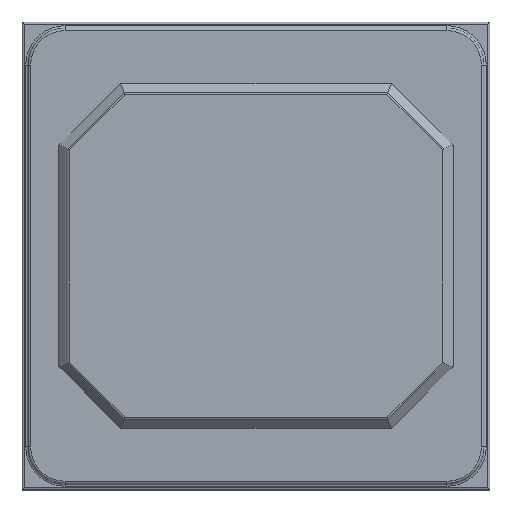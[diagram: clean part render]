
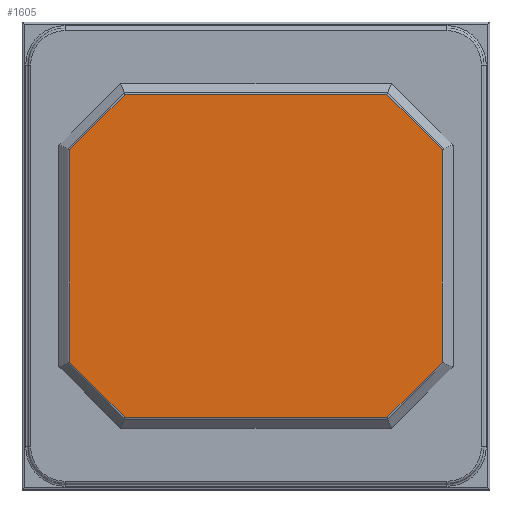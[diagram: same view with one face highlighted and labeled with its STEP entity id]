
A CAD part, top view. The second image highlights one B-rep face of the part: STEP entity #1605.
In plain terms, the highlighted planar face has unit normal (0, 0, 1).
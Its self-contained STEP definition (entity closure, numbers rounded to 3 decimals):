
#1398 = VERTEX_POINT('',#1399);
#1399 = CARTESIAN_POINT('',(-7.559,4.317,2.65));
#1406 = EDGE_CURVE('',#1398,#1407,#1409,.T.);
#1407 = VERTEX_POINT('',#1408);
#1408 = CARTESIAN_POINT('',(-7.559,-4.317,2.65));
#1409 = LINE('',#1410,#1411);
#1410 = CARTESIAN_POINT('',(-7.559,4.334,2.65));
#1411 = VECTOR('',#1412,1.);
#1412 = DIRECTION('',(0.,-1.,0.));
#1431 = EDGE_CURVE('',#1398,#1432,#1434,.T.);
#1432 = VERTEX_POINT('',#1433);
#1433 = CARTESIAN_POINT('',(-5.317,6.559,2.65));
#1434 = LINE('',#1435,#1436);
#1435 = CARTESIAN_POINT('',(-7.571,4.305,2.65));
#1436 = VECTOR('',#1437,1.);
#1437 = DIRECTION('',(0.707,0.707,0.));
#1456 = VERTEX_POINT('',#1457);
#1457 = CARTESIAN_POINT('',(-5.317,-6.559,2.65));
#1466 = EDGE_CURVE('',#1456,#1407,#1467,.T.);
#1467 = LINE('',#1468,#1469);
#1468 = CARTESIAN_POINT('',(-5.305,-6.571,2.65));
#1469 = VECTOR('',#1470,1.);
#1470 = DIRECTION('',(-0.707,0.707,0.));
#1481 = VERTEX_POINT('',#1482);
#1482 = CARTESIAN_POINT('',(5.317,6.559,2.65));
#1491 = EDGE_CURVE('',#1481,#1432,#1492,.T.);
#1492 = LINE('',#1493,#1494);
#1493 = CARTESIAN_POINT('',(5.334,6.559,2.65));
#1494 = VECTOR('',#1495,1.);
#1495 = DIRECTION('',(-1.,0.,0.));
#1508 = VERTEX_POINT('',#1509);
#1509 = CARTESIAN_POINT('',(5.317,-6.559,2.65));
#1516 = EDGE_CURVE('',#1456,#1508,#1517,.T.);
#1517 = LINE('',#1518,#1519);
#1518 = CARTESIAN_POINT('',(-5.334,-6.559,2.65));
#1519 = VECTOR('',#1520,1.);
#1520 = DIRECTION('',(1.,0.,0.));
#1531 = VERTEX_POINT('',#1532);
#1532 = CARTESIAN_POINT('',(7.559,4.317,2.65));
#1541 = EDGE_CURVE('',#1531,#1481,#1542,.T.);
#1542 = LINE('',#1543,#1544);
#1543 = CARTESIAN_POINT('',(7.571,4.305,2.65));
#1544 = VECTOR('',#1545,1.);
#1545 = DIRECTION('',(-0.707,0.707,0.));
#1558 = VERTEX_POINT('',#1559);
#1559 = CARTESIAN_POINT('',(7.559,-4.317,2.65));
#1566 = EDGE_CURVE('',#1508,#1558,#1567,.T.);
#1567 = LINE('',#1568,#1569);
#1568 = CARTESIAN_POINT('',(5.305,-6.571,2.65));
#1569 = VECTOR('',#1570,1.);
#1570 = DIRECTION('',(0.707,0.707,0.));
#1583 = EDGE_CURVE('',#1558,#1531,#1584,.T.);
#1584 = LINE('',#1585,#1586);
#1585 = CARTESIAN_POINT('',(7.559,-4.334,2.65));
#1586 = VECTOR('',#1587,1.);
#1587 = DIRECTION('',(0.,1.,0.));
#1605 = ADVANCED_FACE('',(#1606),#1616,.T.);
#1606 = FACE_BOUND('',#1607,.T.);
#1607 = EDGE_LOOP('',(#1608,#1609,#1610,#1611,#1612,#1613,#1614,#1615));
#1608 = ORIENTED_EDGE('',*,*,#1406,.T.);
#1609 = ORIENTED_EDGE('',*,*,#1466,.F.);
#1610 = ORIENTED_EDGE('',*,*,#1516,.T.);
#1611 = ORIENTED_EDGE('',*,*,#1566,.T.);
#1612 = ORIENTED_EDGE('',*,*,#1583,.T.);
#1613 = ORIENTED_EDGE('',*,*,#1541,.T.);
#1614 = ORIENTED_EDGE('',*,*,#1491,.T.);
#1615 = ORIENTED_EDGE('',*,*,#1431,.F.);
#1616 = PLANE('',#1617);
#1617 = AXIS2_PLACEMENT_3D('',#1618,#1619,#1620);
#1618 = CARTESIAN_POINT('',(0.,0.,2.65));
#1619 = DIRECTION('',(0.,0.,1.));
#1620 = DIRECTION('',(1.,0.,0.));
